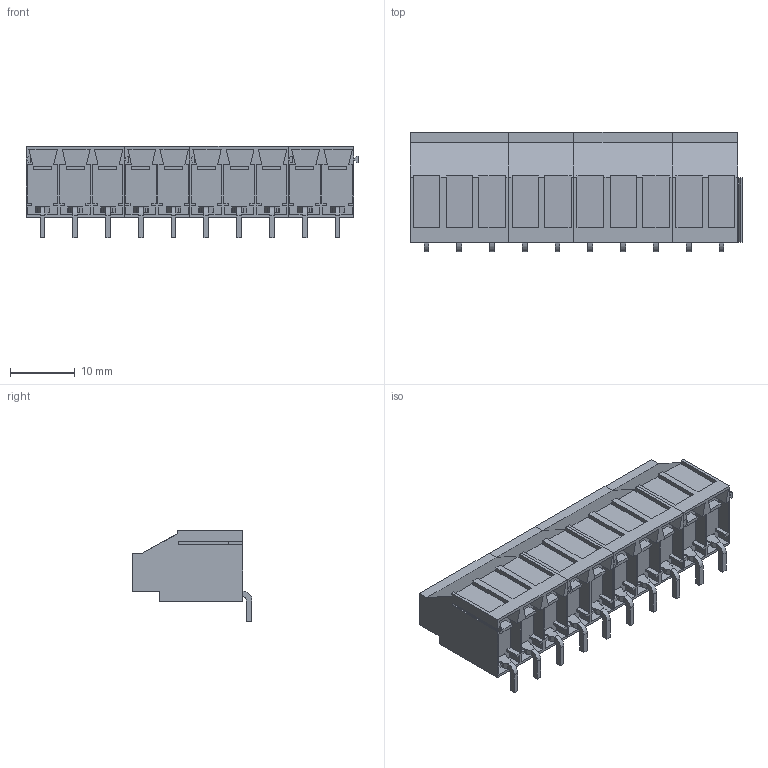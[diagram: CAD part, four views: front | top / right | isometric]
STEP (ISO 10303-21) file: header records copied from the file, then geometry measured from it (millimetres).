
FILE_DESCRIPTION(('CATIA V5 STEP','CAx-IF Rec.Pracs.--- Model Styling and Organization---1.2---2011-12-15'),'2;1');
FILE_NAME ('D1462053_0_2431990000_2431990000.stp','2016-10-03T06:57:31+00:00',('none'),('Weidmueller'),'CATIA Version 5-6 Release 2014','CATIA V5 STEP AP214','none');
FILE_SCHEMA(('AUTOMOTIVE_DESIGN { 1 0 10303 214 1 1 1 1 }'));
Length unit declared in the file: millimetre
Products named in the file (1): 2431990000_S
Bounding box: 51.45 x 18.57 x 14.2 mm (x, y, z)
Volume: 6642.8 mm3; surface area: 7032.6 mm2
Topology: 24 solids, 24 shells, 768 faces, 2030 edges, 1340 vertices
Faces by surface type: plane 688, cylinder 80
Entity records: 21946 total; most frequent: ORIENTED_EDGE 4060, CARTESIAN_POINT 3888, DIRECTION 3064, EDGE_CURVE 2030, VECTOR 1830, LINE 1830, VERTEX_POINT 1340, EDGE_LOOP 798
